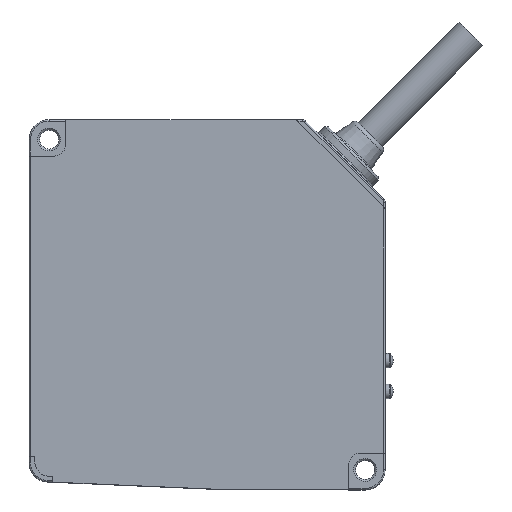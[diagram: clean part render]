
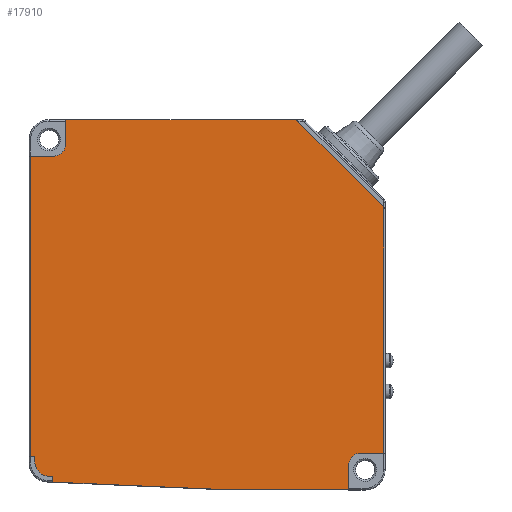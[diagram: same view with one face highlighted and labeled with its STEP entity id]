
A CAD part, top view. The second image highlights one B-rep face of the part: STEP entity #17910.
In plain terms, the highlighted planar face has unit normal (0, 0, 1).
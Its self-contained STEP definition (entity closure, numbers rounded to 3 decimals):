
#780=CARTESIAN_POINT('',(35.,-57.284,13.1));
#790=VERTEX_POINT('',#780);
#820=CARTESIAN_POINT('',(0.,-55.756,13.1));
#830=DIRECTION('',(-0.999,0.044,0.));
#840=VECTOR('',#830,1.);
#850=LINE('',#820,#840);
#860=CARTESIAN_POINT('',(72.,-58.9,13.1));
#870=VERTEX_POINT('',#860);
#880=EDGE_CURVE('',#870,#790,#850,.T.);
#5780=CARTESIAN_POINT('',(35.2,11.4,13.1));
#5790=VERTEX_POINT('',#5780);
#5840=CARTESIAN_POINT('',(0.,11.4,13.1));
#5850=DIRECTION('',(1.,0.,0.));
#5860=VECTOR('',#5850,1.);
#5870=LINE('',#5840,#5860);
#5880=CARTESIAN_POINT('',(30.3,11.4,13.1));
#5890=VERTEX_POINT('',#5880);
#5900=EDGE_CURVE('',#5890,#5790,#5870,.T.);
#6640=CARTESIAN_POINT('',(37.7,0.,13.1));
#6650=DIRECTION('',(0.,-1.,0.));
#6660=VECTOR('',#6650,1.);
#6670=LINE('',#6640,#6660);
#6680=CARTESIAN_POINT('',(37.7,19.1,13.1));
#6690=VERTEX_POINT('',#6680);
#6700=CARTESIAN_POINT('',(37.7,13.9,13.1));
#6710=VERTEX_POINT('',#6700);
#6720=EDGE_CURVE('',#6690,#6710,#6670,.T.);
#16630=CARTESIAN_POINT('',(29.8,-59.4,13.1));
#16640=DIRECTION('',(0.,0.,1.));
#16650=DIRECTION('',(1.,0.,0.));
#16660=AXIS2_PLACEMENT_3D('',#16630,#16640,#16650);
#16670=PLANE('',#16660);
#16680=CARTESIAN_POINT('',(0.,-51.2,13.1));
#16690=DIRECTION('',(1.,0.,0.));
#16700=VECTOR('',#16690,1.);
#16710=LINE('',#16680,#16700);
#16720=CARTESIAN_POINT('',(99.8,-51.2,13.1));
#16730=VERTEX_POINT('',#16720);
#16740=CARTESIAN_POINT('',(104.7,-51.2,13.1));
#16750=VERTEX_POINT('',#16740);
#16760=EDGE_CURVE('',#16730,#16750,#16710,.T.);
#16770=ORIENTED_EDGE('',*,*,#16760,.T.);
#16780=CARTESIAN_POINT('',(99.8,-53.7,13.1));
#16790=DIRECTION('',(0.,0.,1.));
#16800=DIRECTION('',(1.,0.,0.));
#16810=AXIS2_PLACEMENT_3D('',#16780,#16790,#16800);
#16820=CIRCLE('',#16810,2.5);
#16830=CARTESIAN_POINT('',(97.3,-53.7,13.1));
#16840=VERTEX_POINT('',#16830);
#16850=EDGE_CURVE('',#16730,#16840,#16820,.T.);
#16860=ORIENTED_EDGE('',*,*,#16850,.F.);
#16870=CARTESIAN_POINT('',(97.3,0.,13.1));
#16880=DIRECTION('',(0.,-1.,0.));
#16890=VECTOR('',#16880,1.);
#16900=LINE('',#16870,#16890);
#16910=CARTESIAN_POINT('',(97.3,-58.9,13.1));
#16920=VERTEX_POINT('',#16910);
#16930=EDGE_CURVE('',#16840,#16920,#16900,.T.);
#16940=ORIENTED_EDGE('',*,*,#16930,.F.);
#16950=CARTESIAN_POINT('',(0.,-58.9,13.1));
#16960=DIRECTION('',(-1.,0.,0.));
#16970=VECTOR('',#16960,1.);
#16980=LINE('',#16950,#16970);
#16990=EDGE_CURVE('',#16920,#870,#16980,.T.);
#17000=ORIENTED_EDGE('',*,*,#16990,.F.);
#17010=ORIENTED_EDGE('',*,*,#880,.F.);
#17020=CARTESIAN_POINT('',(35.,0.,13.1));
#17030=DIRECTION('',(0.,-1.,0.));
#17040=VECTOR('',#17030,1.);
#17050=LINE('',#17020,#17040);
#17060=CARTESIAN_POINT('',(35.,-56.562,13.1));
#17070=VERTEX_POINT('',#17060);
#17080=EDGE_CURVE('',#17070,#790,#17050,.T.);
#17090=ORIENTED_EDGE('',*,*,#17080,.T.);
#17100=CARTESIAN_POINT('',(34.5,-56.562,13.1));
#17110=DIRECTION('',(0.,0.,-1.));
#17120=DIRECTION('',(-1.,0.,0.));
#17130=AXIS2_PLACEMENT_3D('',#17100,#17110,#17120);
#17140=CIRCLE('',#17130,0.5);
#17150=CARTESIAN_POINT('',(34.522,-56.062,13.1));
#17160=VERTEX_POINT('',#17150);
#17170=EDGE_CURVE('',#17160,#17070,#17140,.T.);
#17180=ORIENTED_EDGE('',*,*,#17170,.T.);
#17190=CARTESIAN_POINT('',(0.,-54.555,13.1));
#17200=DIRECTION('',(-0.999,0.044,0.));
#17210=VECTOR('',#17200,1.);
#17220=LINE('',#17190,#17210);
#17230=CARTESIAN_POINT('',(34.069,-56.043,13.1));
#17240=VERTEX_POINT('',#17230);
#17250=EDGE_CURVE('',#17160,#17240,#17220,.T.);
#17260=ORIENTED_EDGE('',*,*,#17250,.F.);
#17270=CARTESIAN_POINT('',(34.2,-53.046,13.1));
#17280=DIRECTION('',(0.,0.,-1.));
#17290=DIRECTION('',(-1.,0.,0.));
#17300=AXIS2_PLACEMENT_3D('',#17270,#17280,#17290);
#17310=CIRCLE('',#17300,3.);
#17320=CARTESIAN_POINT('',(31.2,-53.046,13.1));
#17330=VERTEX_POINT('',#17320);
#17340=EDGE_CURVE('',#17240,#17330,#17310,.T.);
#17350=ORIENTED_EDGE('',*,*,#17340,.F.);
#17360=CARTESIAN_POINT('',(31.2,0.,13.1));
#17370=DIRECTION('',(0.,-1.,0.));
#17380=VECTOR('',#17370,1.);
#17390=LINE('',#17360,#17380);
#17400=CARTESIAN_POINT('',(31.2,-51.9,13.1));
#17410=VERTEX_POINT('',#17400);
#17420=EDGE_CURVE('',#17410,#17330,#17390,.T.);
#17430=ORIENTED_EDGE('',*,*,#17420,.T.);
#17440=CARTESIAN_POINT('',(0.,-51.9,13.1));
#17450=DIRECTION('',(1.,0.,0.));
#17460=VECTOR('',#17450,1.);
#17470=LINE('',#17440,#17460);
#17480=CARTESIAN_POINT('',(30.3,-51.9,13.1));
#17490=VERTEX_POINT('',#17480);
#17500=EDGE_CURVE('',#17490,#17410,#17470,.T.);
#17510=ORIENTED_EDGE('',*,*,#17500,.T.);
#17520=CARTESIAN_POINT('',(30.3,11.4,13.1));
#17530=DIRECTION('',(0.,-1.,0.));
#17540=VECTOR('',#17530,1.);
#17550=LINE('',#17520,#17540);
#17560=EDGE_CURVE('',#5890,#17490,#17550,.T.);
#17570=ORIENTED_EDGE('',*,*,#17560,.T.);
#17580=ORIENTED_EDGE('',*,*,#5900,.F.);
#17590=CARTESIAN_POINT('',(35.2,13.9,13.1));
#17600=DIRECTION('',(0.,0.,1.));
#17610=DIRECTION('',(1.,0.,0.));
#17620=AXIS2_PLACEMENT_3D('',#17590,#17600,#17610);
#17630=CIRCLE('',#17620,2.5);
#17640=EDGE_CURVE('',#5790,#6710,#17630,.T.);
#17650=ORIENTED_EDGE('',*,*,#17640,.F.);
#17660=ORIENTED_EDGE('',*,*,#6720,.T.);
#17670=CARTESIAN_POINT('',(0.,19.1,13.1));
#17680=DIRECTION('',(1.,0.,0.));
#17690=VECTOR('',#17680,1.);
#17700=LINE('',#17670,#17690);
#17710=CARTESIAN_POINT('',(86.3,19.1,13.1));
#17720=VERTEX_POINT('',#17710);
#17730=EDGE_CURVE('',#6690,#17720,#17700,.T.);
#17740=ORIENTED_EDGE('',*,*,#17730,.F.);
#17750=CARTESIAN_POINT('',(0.,105.4,13.1));
#17760=DIRECTION('',(0.707,-0.707,0.));
#17770=VECTOR('',#17760,1.);
#17780=LINE('',#17750,#17770);
#17790=CARTESIAN_POINT('',(104.7,0.7,13.1));
#17800=VERTEX_POINT('',#17790);
#17810=EDGE_CURVE('',#17720,#17800,#17780,.T.);
#17820=ORIENTED_EDGE('',*,*,#17810,.F.);
#17830=CARTESIAN_POINT('',(104.7,0.7,13.1));
#17840=DIRECTION('',(0.,-1.,0.));
#17850=VECTOR('',#17840,1.);
#17860=LINE('',#17830,#17850);
#17870=EDGE_CURVE('',#17800,#16750,#17860,.T.);
#17880=ORIENTED_EDGE('',*,*,#17870,.F.);
#17890=EDGE_LOOP('',(#17880,#17820,#17740,#17660,#17650,#17580,#17570,
#17510,#17430,#17350,#17260,#17180,#17090,#17010,#17000,#16940,#16860,
#16770));
#17900=FACE_OUTER_BOUND('',#17890,.T.);
#17910=ADVANCED_FACE('',(#17900),#16670,.T.);
